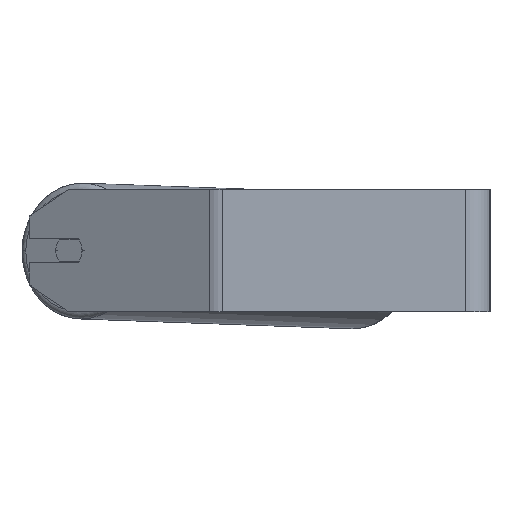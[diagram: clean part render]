
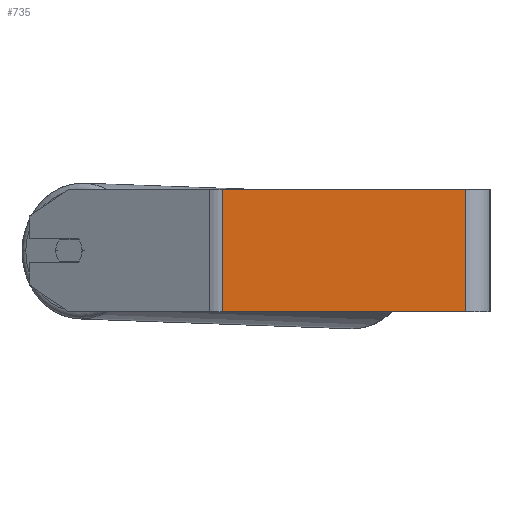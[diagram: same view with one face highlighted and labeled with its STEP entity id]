
A CAD part, left-side view. The second image highlights one B-rep face of the part: STEP entity #735.
In plain terms, the highlighted planar face has unit normal (-1, 0, 0).
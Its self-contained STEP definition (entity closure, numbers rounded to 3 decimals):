
#735 = ADVANCED_FACE ( 'NONE', ( #3520 ), #4711, .F. ) ;
#921 = VECTOR ( 'NONE', #5709, 1000. ) ;
#1105 = VERTEX_POINT ( 'NONE', #5302 ) ;
#1429 = VERTEX_POINT ( 'NONE', #6866 ) ;
#1485 = LINE ( 'NONE', #5995, #6136 ) ;
#1743 = LINE ( 'NONE', #6337, #6373 ) ;
#1807 = AXIS2_PLACEMENT_3D ( 'NONE', #3044, #6344, #1864 ) ;
#1864 = DIRECTION ( 'NONE',  ( 0., 0., -1. ) ) ;
#1896 = DIRECTION ( 'NONE',  ( 0., -1., 0. ) ) ;
#2117 = DIRECTION ( 'NONE',  ( 0., 0., -1. ) ) ;
#2682 = ORIENTED_EDGE ( 'NONE', *, *, #5776, .T. ) ;
#2878 = CARTESIAN_POINT ( 'NONE',  ( -405., 175.416, 40. ) ) ;
#3025 = ORIENTED_EDGE ( 'NONE', *, *, #4486, .T. ) ;
#3044 = CARTESIAN_POINT ( 'NONE',  ( -405., 179.703, 40. ) ) ;
#3129 = CARTESIAN_POINT ( 'NONE',  ( -405., 16., 40. ) ) ;
#3520 = FACE_OUTER_BOUND ( 'NONE', #4390, .T. ) ;
#3941 = EDGE_CURVE ( 'NONE', #6229, #6451, #5089, .T. ) ;
#4390 = EDGE_LOOP ( 'NONE', ( #3025, #4617, #5546, #2682 ) ) ;
#4486 = EDGE_CURVE ( 'NONE', #1105, #1429, #5886, .T. ) ;
#4617 = ORIENTED_EDGE ( 'NONE', *, *, #5416, .F. ) ;
#4711 = PLANE ( 'NONE',  #1807 ) ;
#5089 = LINE ( 'NONE', #6198, #921 ) ;
#5302 = CARTESIAN_POINT ( 'NONE',  ( -405., 175.416, -40. ) ) ;
#5416 = EDGE_CURVE ( 'NONE', #6451, #1429, #1743, .T. ) ;
#5546 = ORIENTED_EDGE ( 'NONE', *, *, #3941, .F. ) ;
#5709 = DIRECTION ( 'NONE',  ( 0., -1., 0. ) ) ;
#5761 = VECTOR ( 'NONE', #1896, 1000. ) ;
#5776 = EDGE_CURVE ( 'NONE', #6229, #1105, #1485, .T. ) ;
#5886 = LINE ( 'NONE', #6475, #5761 ) ;
#5995 = CARTESIAN_POINT ( 'NONE',  ( -405., 175.416, 40. ) ) ;
#6136 = VECTOR ( 'NONE', #2117, 1000. ) ;
#6198 = CARTESIAN_POINT ( 'NONE',  ( -405., 179.703, 40. ) ) ;
#6229 = VERTEX_POINT ( 'NONE', #2878 ) ;
#6301 = DIRECTION ( 'NONE',  ( 0., 0., -1. ) ) ;
#6337 = CARTESIAN_POINT ( 'NONE',  ( -405., 16., 40. ) ) ;
#6344 = DIRECTION ( 'NONE',  ( 1., 0., 0. ) ) ;
#6373 = VECTOR ( 'NONE', #6301, 1000. ) ;
#6451 = VERTEX_POINT ( 'NONE', #3129 ) ;
#6475 = CARTESIAN_POINT ( 'NONE',  ( -405., 179.703, -40. ) ) ;
#6866 = CARTESIAN_POINT ( 'NONE',  ( -405., 16., -40. ) ) ;
